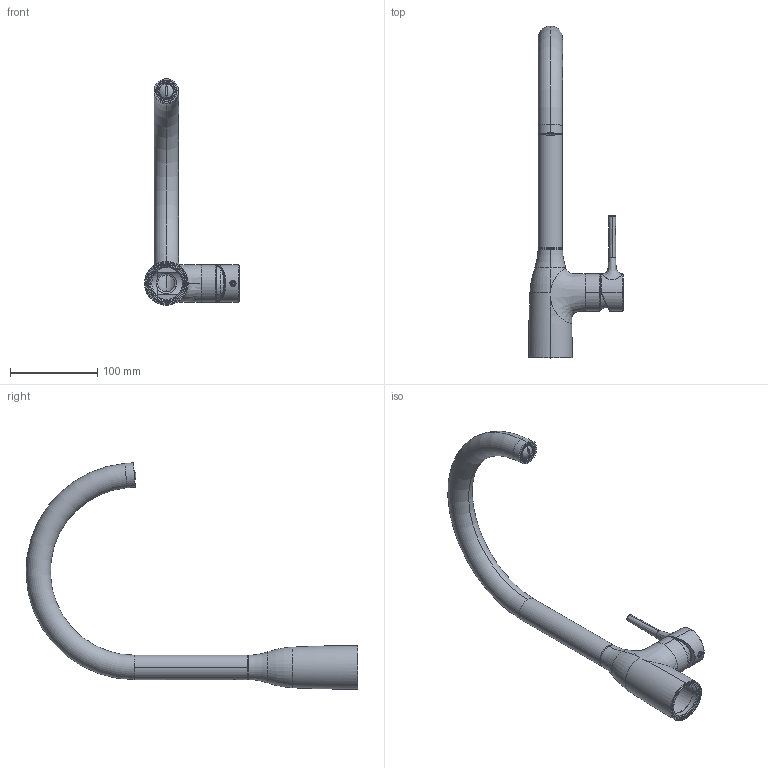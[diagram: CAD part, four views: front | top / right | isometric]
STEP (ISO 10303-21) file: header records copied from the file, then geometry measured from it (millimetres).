
FILE_DESCRIPTION (( 'STEP AP203' ), '1' );
FILE_NAME ('CUCI128133_---.STEP', '2022-07-25T06:23:07', ( '' ), ( '' ), 'SwSTEP 2.0', 'SolidWorks 2019', '' );
FILE_SCHEMA (( 'CONFIG_CONTROL_DESIGN' ));
Length unit declared in the file: millimetre
Products named in the file (10): Grano_piatto_ M4 x 5_30411_000; tappino_copriforo_cromato_piatto_38007_000; canna_ponteØ28_127024; coprighiera_37x19_cartuccia_35_nobili_81002_000; anello_POM_27.7x24x1_127010; grano_punta_M5x6_90010_000; leva_monoforo_in_zama_128001; aeratore_cache_STD_M24x1_honey_comb_laminar_pca_8_L_min_127013_8L_SEMPLIFICATA; CUCI128133_---; corpo_monoforo_in_zama_128002
Assembly tree (9 placements, depth 2):
  CUCI128133_---
    tappino_copriforo_cromato_piatto_38007_000
    grano_punta_M5x6_90010_000
    leva_monoforo_in_zama_128001
    coprighiera_37x19_cartuccia_35_nobili_81002_000
    corpo_monoforo_in_zama_128002
    anello_POM_27.7x24x1_127010
    Grano_piatto_ M4 x 5_30411_000
    canna_ponteØ28_127024
    aeratore_cache_STD_M24x1_honey_comb_laminar_pca_8_L_min_127013_8L_SEMPLIFICATA
Bounding box: 108.8 x 379.88 x 259.37 mm (x, y, z)
Volume: 195241.9 mm3; surface area: 136275.2 mm2
Topology: 9 solids, 9 shells, 457 faces, 1072 edges, 642 vertices
Faces by surface type: cylinder 124, plane 115, torus 105, cone 55, bspline 42, sphere 16
Entity records: 19480 total; most frequent: CARTESIAN_POINT 8078, DIRECTION 2306, ORIENTED_EDGE 2112, EDGE_CURVE 1056, AXIS2_PLACEMENT_3D 985, VERTEX_POINT 642, CIRCLE 558, EDGE_LOOP 498
